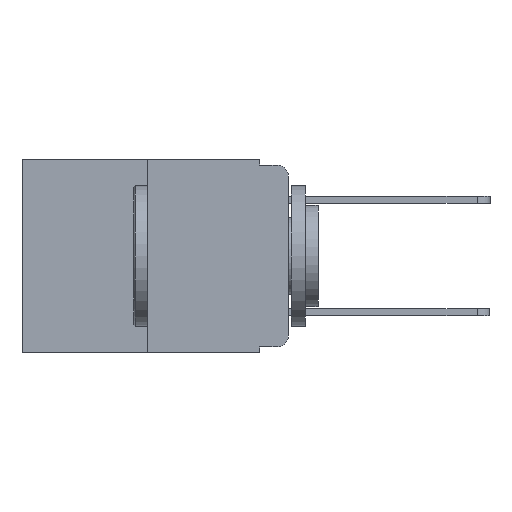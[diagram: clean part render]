
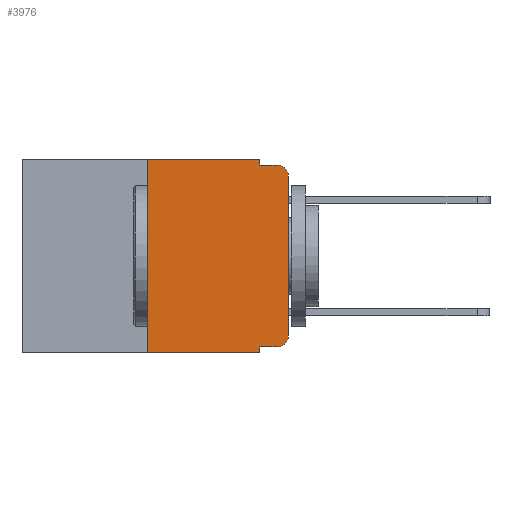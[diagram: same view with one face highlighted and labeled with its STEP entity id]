
A CAD part, left-side view. The second image highlights one B-rep face of the part: STEP entity #3976.
In plain terms, the highlighted planar face has unit normal (-1, 0, 0).
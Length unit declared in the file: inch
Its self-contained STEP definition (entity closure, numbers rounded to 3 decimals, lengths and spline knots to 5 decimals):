
#140 = LINE ( 'NONE', #4834, #9830 ) ;
#279 = ORIENTED_EDGE ( 'NONE', *, *, #3195, .F. ) ;
#465 = LINE ( 'NONE', #9470, #7423 ) ;
#512 = EDGE_CURVE ( 'NONE', #8080, #2642, #5190, .T. ) ;
#614 = VECTOR ( 'NONE', #8384, 39.37008 ) ;
#625 = ORIENTED_EDGE ( 'NONE', *, *, #8313, .F. ) ;
#719 = FACE_OUTER_BOUND ( 'NONE', #7180, .T. ) ;
#942 = ORIENTED_EDGE ( 'NONE', *, *, #7109, .T. ) ;
#984 = CARTESIAN_POINT ( 'NONE',  ( 0., 0.25, -0.343 ) ) ;
#1207 = LINE ( 'NONE', #9399, #3784 ) ;
#1615 = VERTEX_POINT ( 'NONE', #984 ) ;
#1635 = LINE ( 'NONE', #9083, #11105 ) ;
#1667 = CARTESIAN_POINT ( 'NONE',  ( 0., 0.051, -0.343 ) ) ;
#1858 = EDGE_CURVE ( 'NONE', #5048, #8080, #3243, .T. ) ;
#1877 = CARTESIAN_POINT ( 'NONE',  ( 0., 0.051, -0.333 ) ) ;
#2015 = VERTEX_POINT ( 'NONE', #3809 ) ;
#2019 = CARTESIAN_POINT ( 'NONE',  ( 0., 0.051, -0.01 ) ) ;
#2022 = ORIENTED_EDGE ( 'NONE', *, *, #10100, .F. ) ;
#2305 = CARTESIAN_POINT ( 'NONE',  ( 0., 0., -0.313 ) ) ;
#2376 = CARTESIAN_POINT ( 'NONE',  ( 0., 0.051, 0. ) ) ;
#2385 = LINE ( 'NONE', #5788, #11497 ) ;
#2530 = VERTEX_POINT ( 'NONE', #2376 ) ;
#2588 = LINE ( 'NONE', #2019, #11664 ) ;
#2642 = VERTEX_POINT ( 'NONE', #10302 ) ;
#3104 = DIRECTION ( 'NONE',  ( 0., 0., -1. ) ) ;
#3195 = EDGE_CURVE ( 'NONE', #10478, #2530, #1207, .T. ) ;
#3243 = LINE ( 'NONE', #6715, #614 ) ;
#3250 = ORIENTED_EDGE ( 'NONE', *, *, #7697, .T. ) ;
#3484 = VERTEX_POINT ( 'NONE', #1877 ) ;
#3692 = CARTESIAN_POINT ( 'NONE',  ( 0., 0.02, -0.313 ) ) ;
#3771 = DIRECTION ( 'NONE',  ( 1., 0., 0. ) ) ;
#3784 = VECTOR ( 'NONE', #9380, 39.37008 ) ;
#3809 = CARTESIAN_POINT ( 'NONE',  ( 0., 0.02, -0.333 ) ) ;
#3871 = LINE ( 'NONE', #7138, #8436 ) ;
#3976 = ADVANCED_FACE ( 'NONE', ( #719 ), #7285, .F. ) ;
#4654 = CARTESIAN_POINT ( 'NONE',  ( 0., 0., -0.03 ) ) ;
#4660 = DIRECTION ( 'NONE',  ( 0., 0., -1. ) ) ;
#4710 = DIRECTION ( 'NONE',  ( 0., 0., -1. ) ) ;
#4834 = CARTESIAN_POINT ( 'NONE',  ( 0., 0.25, 0. ) ) ;
#5048 = VERTEX_POINT ( 'NONE', #2305 ) ;
#5190 = CIRCLE ( 'NONE', #10827, 0.02 ) ;
#5788 = CARTESIAN_POINT ( 'NONE',  ( 0., 0.051, 0. ) ) ;
#5818 = CARTESIAN_POINT ( 'NONE',  ( 0., 0.473, 0. ) ) ;
#6018 = VERTEX_POINT ( 'NONE', #10636 ) ;
#6715 = CARTESIAN_POINT ( 'NONE',  ( 0., 0., 0. ) ) ;
#6721 = ORIENTED_EDGE ( 'NONE', *, *, #1858, .T. ) ;
#7068 = DIRECTION ( 'NONE',  ( -1., 0., 0. ) ) ;
#7109 = EDGE_CURVE ( 'NONE', #2015, #5048, #10704, .T. ) ;
#7138 = CARTESIAN_POINT ( 'NONE',  ( 0., 0.473, -0.343 ) ) ;
#7180 = EDGE_LOOP ( 'NONE', ( #6721, #9090, #11442, #2022, #279, #7839, #10209, #625, #3250, #942 ) ) ;
#7285 = PLANE ( 'NONE',  #10932 ) ;
#7423 = VECTOR ( 'NONE', #3104, 39.37008 ) ;
#7555 = DIRECTION ( 'NONE',  ( 0., 0., 1. ) ) ;
#7697 = EDGE_CURVE ( 'NONE', #3484, #2015, #1635, .T. ) ;
#7833 = DIRECTION ( 'NONE',  ( 0., 0., -1. ) ) ;
#7839 = ORIENTED_EDGE ( 'NONE', *, *, #8902, .F. ) ;
#8080 = VERTEX_POINT ( 'NONE', #4654 ) ;
#8194 = CARTESIAN_POINT ( 'NONE',  ( 0., 0.25, 0. ) ) ;
#8302 = CARTESIAN_POINT ( 'NONE',  ( 0., 0.02, -0.03 ) ) ;
#8313 = EDGE_CURVE ( 'NONE', #3484, #9349, #2385, .T. ) ;
#8384 = DIRECTION ( 'NONE',  ( 0., 0., 1. ) ) ;
#8436 = VECTOR ( 'NONE', #8895, 39.37008 ) ;
#8608 = EDGE_CURVE ( 'NONE', #1615, #9349, #3871, .T. ) ;
#8895 = DIRECTION ( 'NONE',  ( 0., -1., 0. ) ) ;
#8902 = EDGE_CURVE ( 'NONE', #1615, #10478, #140, .T. ) ;
#9083 = CARTESIAN_POINT ( 'NONE',  ( 0., 0.051, -0.333 ) ) ;
#9090 = ORIENTED_EDGE ( 'NONE', *, *, #512, .T. ) ;
#9349 = VERTEX_POINT ( 'NONE', #1667 ) ;
#9371 = DIRECTION ( 'NONE',  ( 0., -1., 0. ) ) ;
#9380 = DIRECTION ( 'NONE',  ( 0., -1., 0. ) ) ;
#9399 = CARTESIAN_POINT ( 'NONE',  ( 0., 0.473, 0. ) ) ;
#9470 = CARTESIAN_POINT ( 'NONE',  ( 0., 0.051, 0. ) ) ;
#9830 = VECTOR ( 'NONE', #7555, 39.37008 ) ;
#10044 = DIRECTION ( 'NONE',  ( -1., 0., 0. ) ) ;
#10100 = EDGE_CURVE ( 'NONE', #2530, #6018, #465, .T. ) ;
#10209 = ORIENTED_EDGE ( 'NONE', *, *, #8608, .T. ) ;
#10299 = DIRECTION ( 'NONE',  ( 0., 0., -1. ) ) ;
#10302 = CARTESIAN_POINT ( 'NONE',  ( 0., 0.02, -0.01 ) ) ;
#10478 = VERTEX_POINT ( 'NONE', #8194 ) ;
#10636 = CARTESIAN_POINT ( 'NONE',  ( 0., 0.051, -0.01 ) ) ;
#10704 = CIRCLE ( 'NONE', #11459, 0.02 ) ;
#10827 = AXIS2_PLACEMENT_3D ( 'NONE', #8302, #7068, #4710 ) ;
#10873 = DIRECTION ( 'NONE',  ( 0., -1., 0. ) ) ;
#10932 = AXIS2_PLACEMENT_3D ( 'NONE', #5818, #3771, #7833 ) ;
#11105 = VECTOR ( 'NONE', #10873, 39.37008 ) ;
#11442 = ORIENTED_EDGE ( 'NONE', *, *, #11857, .F. ) ;
#11459 = AXIS2_PLACEMENT_3D ( 'NONE', #3692, #10044, #4660 ) ;
#11497 = VECTOR ( 'NONE', #10299, 39.37008 ) ;
#11664 = VECTOR ( 'NONE', #9371, 39.37008 ) ;
#11857 = EDGE_CURVE ( 'NONE', #6018, #2642, #2588, .T. ) ;
